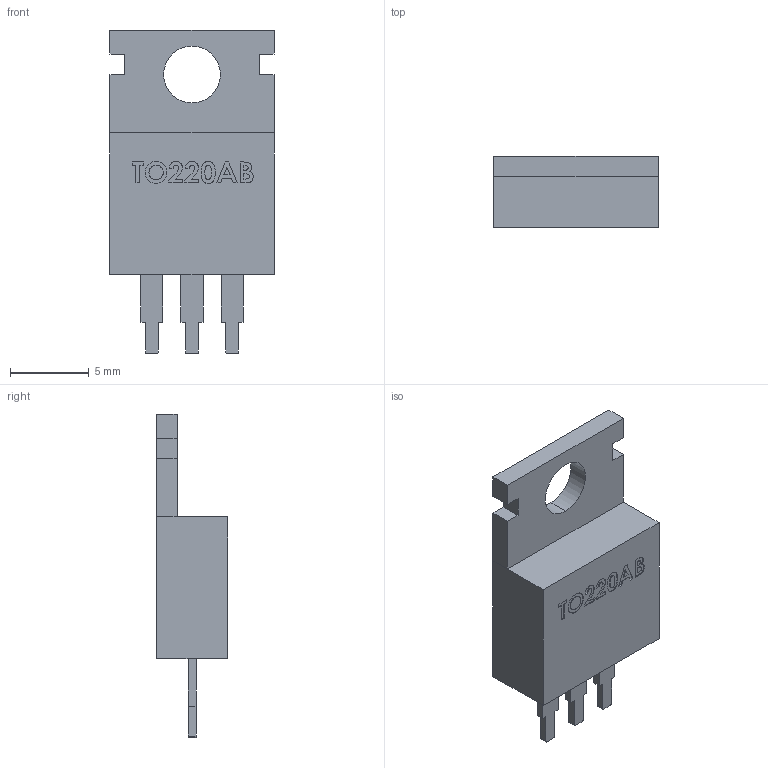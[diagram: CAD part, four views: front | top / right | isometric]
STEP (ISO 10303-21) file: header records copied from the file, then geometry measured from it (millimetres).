
FILE_DESCRIPTION (( 'STEP AP214' ), '1' );
FILE_NAME ('TO220AB.STEP', '2019-06-04T18:02:13', ( '' ), ( '' ), 'SwSTEP 2.0', 'SolidWorks 2018', '' );
FILE_SCHEMA (( 'AUTOMOTIVE_DESIGN' ));
Length unit declared in the file: millimetre
Products named in the file (1): TO220AB
Bounding box: 10.4 x 4.51 x 20.5 mm (x, y, z)
Volume: 501.6 mm3; surface area: 560.4 mm2
Topology: 1 solids, 1 shells, 157 faces, 414 edges, 274 vertices
Faces by surface type: plane 109, bspline 40, cylinder 8
Entity records: 8889 total; most frequent: CARTESIAN_POINT 3494, ORIENTED_EDGE 828, DIRECTION 586, EDGE_CURVE 414, VECTOR 318, LINE 318, VERTEX_POINT 274, EDGE_LOOP 174
